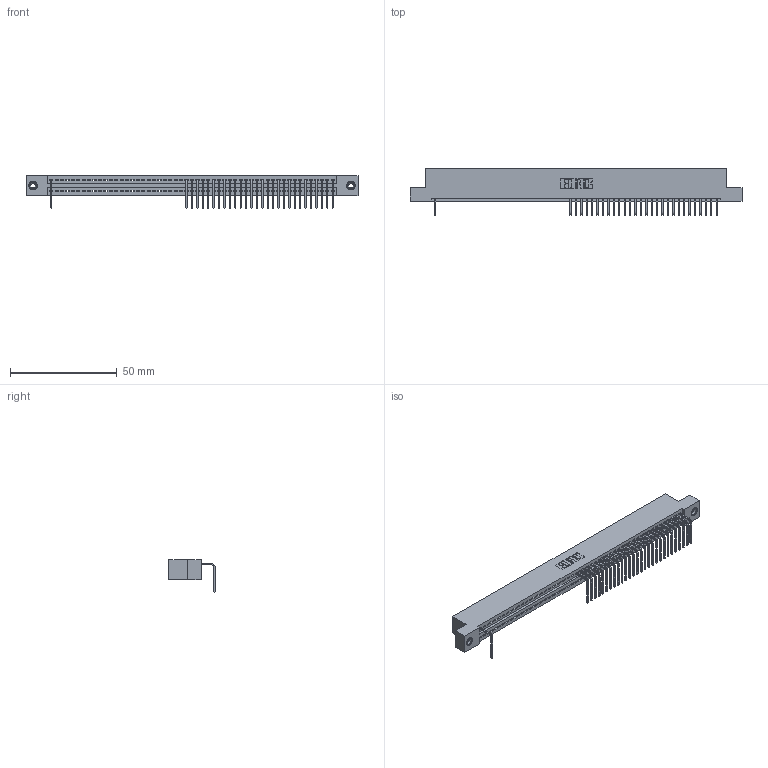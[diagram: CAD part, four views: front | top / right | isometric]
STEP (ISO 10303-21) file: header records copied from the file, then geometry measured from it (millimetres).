
FILE_DESCRIPTION (( 'STEP AP203' ), '1' );
FILE_NAME ('345-053-558-108.STEP', '2018-09-23T19:03:51', ( '' ), ( '' ), 'SwSTEP 2.0', 'SolidWorks 2016', '' );
FILE_SCHEMA (( 'CONFIG_CONTROL_DESIGN' ));
Length unit declared in the file: inch
Products named in the file (4): 345 Part_Flush Mounting Lugs - 0.156 Dia-TI; 345-292-001_558 Tail - 2; 345-250-001_345-250-003-102; 345-053-558-108
Assembly tree (32 placements, depth 2):
  345-053-558-108
    345 Part_Flush Mounting Lugs - 0.156 Dia-TI
    345-292-001_558 Tail - 2  x29
    345-250-001_345-250-003-102  x2
Bounding box: 155.83 x 21.83 x 15.37 mm (x, y, z)
Volume: 14706.2 mm3; surface area: 18820.2 mm2
Topology: 32 solids, 32 shells, 2310 faces, 7051 edges, 4654 vertices
Faces by surface type: plane 1666, cylinder 628, cone 12, torus 4
Entity records: 38910 total; most frequent: ORIENTED_EDGE 6834, CARTESIAN_POINT 6830, DIRECTION 5949, EDGE_CURVE 3417, VECTOR 3053, LINE 3053, VERTEX_POINT 2272, AXIS2_PLACEMENT_3D 1448
